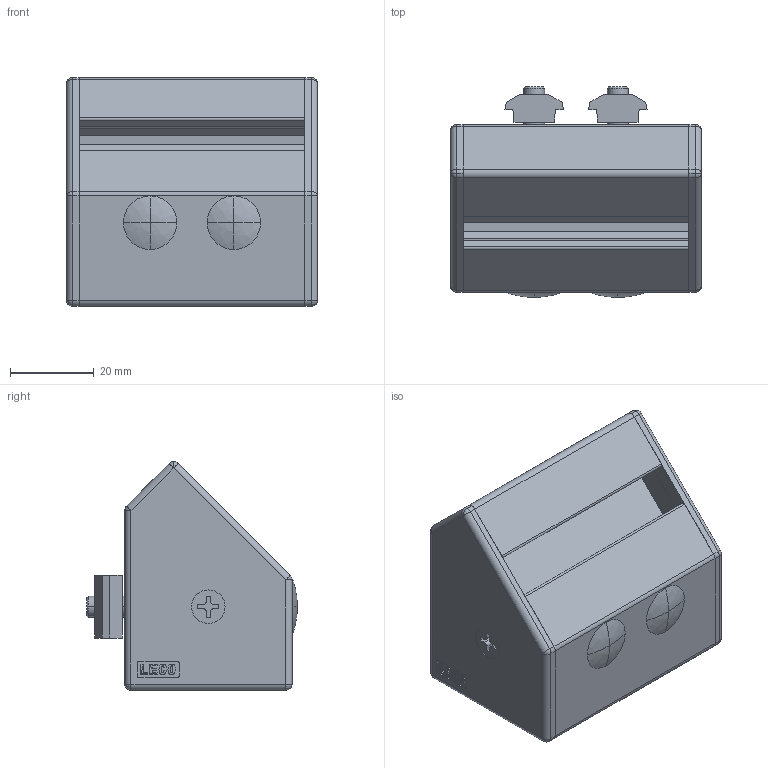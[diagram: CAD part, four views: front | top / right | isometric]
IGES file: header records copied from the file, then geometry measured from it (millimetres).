
Start section: 3D InterOp IGES (Version 24 0 2), Spatial Corp. Copyright (c) 1999-2007.
Global section: file name: PB4BA-L60.igs; native system: Spatial Corp.; preprocessor: 3D InterOp GENERIC/IGES 3.0; author: Noname; organization: Noname; date: 20210208.175252; units: millimetre
Bounding box: 60 x 50.38 x 54.66 mm (x, y, z)
Surface area: 42574.7 mm2 (no closed solid volume)
Topology: 0 solids, 0 shells, 627 faces, 3324 edges, 3292 vertices
Faces by surface type: revolution 320, extrusion 307
